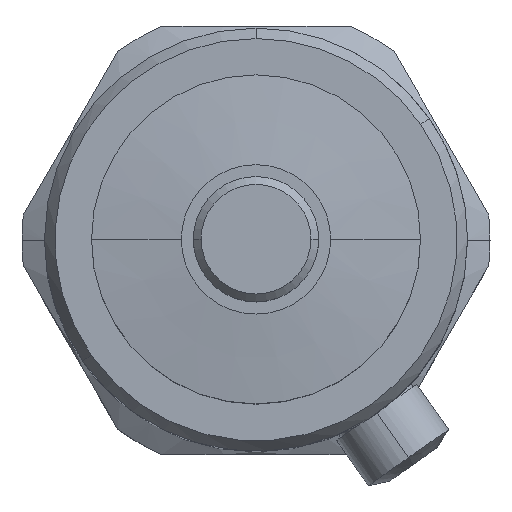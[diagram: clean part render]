
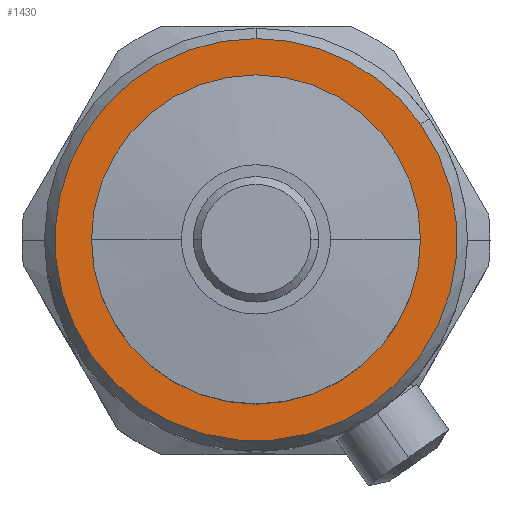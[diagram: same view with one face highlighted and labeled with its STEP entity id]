
A CAD part, top view. The second image highlights one B-rep face of the part: STEP entity #1430.
In plain terms, the highlighted planar face has unit normal (0, 0, 1).
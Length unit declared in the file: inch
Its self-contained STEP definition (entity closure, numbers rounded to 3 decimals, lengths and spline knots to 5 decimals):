
#4 = DIRECTION ( 'NONE',  ( 0., 1., 0. ) ) ;
#57 = DIRECTION ( 'NONE',  ( 0., 0., -1. ) ) ;
#83 = CARTESIAN_POINT ( 'NONE',  ( 0., 0.75787, -0.23622 ) ) ;
#157 = CARTESIAN_POINT ( 'NONE',  ( 0.62081, 0.4347, -0.23622 ) ) ;
#164 = VERTEX_POINT ( 'NONE', #1488 ) ;
#179 = FACE_OUTER_BOUND ( 'NONE', #804, .T. ) ;
#184 = EDGE_CURVE ( 'NONE', #1059, #904, #952, .T. ) ;
#201 = CARTESIAN_POINT ( 'NONE',  ( 0.31041, 0.21735, -0.23622 ) ) ;
#226 = ORIENTED_EDGE ( 'NONE', *, *, #1089, .T. ) ;
#259 = CIRCLE ( 'NONE', #702, 0.62008 ) ;
#278 = CARTESIAN_POINT ( 'NONE',  ( 0., 0., -0.23622 ) ) ;
#374 = CARTESIAN_POINT ( 'NONE',  ( 0., 0., -0.23622 ) ) ;
#378 = EDGE_LOOP ( 'NONE', ( #1299, #226 ) ) ;
#381 = ORIENTED_EDGE ( 'NONE', *, *, #184, .F. ) ;
#404 = VERTEX_POINT ( 'NONE', #1175 ) ;
#482 = EDGE_CURVE ( 'NONE', #904, #1040, #1945, .T. ) ;
#511 = DIRECTION ( 'NONE',  ( 0., 0., 1. ) ) ;
#517 = EDGE_CURVE ( 'NONE', #1040, #1059, #1939, .T. ) ;
#528 = CARTESIAN_POINT ( 'NONE',  ( -0.62081, -0.4347, -0.23622 ) ) ;
#531 = AXIS2_PLACEMENT_3D ( 'NONE', #1095, #2050, #1552 ) ;
#533 = AXIS2_PLACEMENT_3D ( 'NONE', #634, #822, #4 ) ;
#634 = CARTESIAN_POINT ( 'NONE',  ( 0., 0., -0.23622 ) ) ;
#702 = AXIS2_PLACEMENT_3D ( 'NONE', #887, #747, #1592 ) ;
#747 = DIRECTION ( 'NONE',  ( 0., 0., -1. ) ) ;
#773 = DIRECTION ( 'NONE',  ( 0., 0., -1. ) ) ;
#804 = EDGE_LOOP ( 'NONE', ( #1762, #381, #1142 ) ) ;
#822 = DIRECTION ( 'NONE',  ( 0., 0., -1. ) ) ;
#887 = CARTESIAN_POINT ( 'NONE',  ( 0., 0., -0.23622 ) ) ;
#899 = DIRECTION ( 'NONE',  ( 0., 1., 0. ) ) ;
#904 = VERTEX_POINT ( 'NONE', #157 ) ;
#934 = AXIS2_PLACEMENT_3D ( 'NONE', #201, #511, #1534 ) ;
#952 = CIRCLE ( 'NONE', #533, 0.75787 ) ;
#980 = EDGE_CURVE ( 'NONE', #404, #164, #1867, .T. ) ;
#1020 = AXIS2_PLACEMENT_3D ( 'NONE', #278, #773, #899 ) ;
#1040 = VERTEX_POINT ( 'NONE', #528 ) ;
#1059 = VERTEX_POINT ( 'NONE', #83 ) ;
#1089 = EDGE_CURVE ( 'NONE', #164, #404, #259, .T. ) ;
#1095 = CARTESIAN_POINT ( 'NONE',  ( 0., 0., -0.23622 ) ) ;
#1142 = ORIENTED_EDGE ( 'NONE', *, *, #517, .F. ) ;
#1175 = CARTESIAN_POINT ( 'NONE',  ( 0.62008, 0., -0.23622 ) ) ;
#1201 = PLANE ( 'NONE',  #934 ) ;
#1299 = ORIENTED_EDGE ( 'NONE', *, *, #980, .T. ) ;
#1353 = FACE_BOUND ( 'NONE', #378, .T. ) ;
#1430 = ADVANCED_FACE ( 'NONE', ( #1353, #179 ), #1201, .T. ) ;
#1488 = CARTESIAN_POINT ( 'NONE',  ( -0.62008, 0., -0.23622 ) ) ;
#1534 = DIRECTION ( 'NONE',  ( 1., 0., 0. ) ) ;
#1552 = DIRECTION ( 'NONE',  ( 0., 1., 0. ) ) ;
#1592 = DIRECTION ( 'NONE',  ( -1., 0., 0. ) ) ;
#1762 = ORIENTED_EDGE ( 'NONE', *, *, #482, .F. ) ;
#1844 = DIRECTION ( 'NONE',  ( -1., 0., 0. ) ) ;
#1867 = CIRCLE ( 'NONE', #2114, 0.62008 ) ;
#1939 = CIRCLE ( 'NONE', #531, 0.75787 ) ;
#1945 = CIRCLE ( 'NONE', #1020, 0.75787 ) ;
#2050 = DIRECTION ( 'NONE',  ( 0., 0., -1. ) ) ;
#2114 = AXIS2_PLACEMENT_3D ( 'NONE', #374, #57, #1844 ) ;
